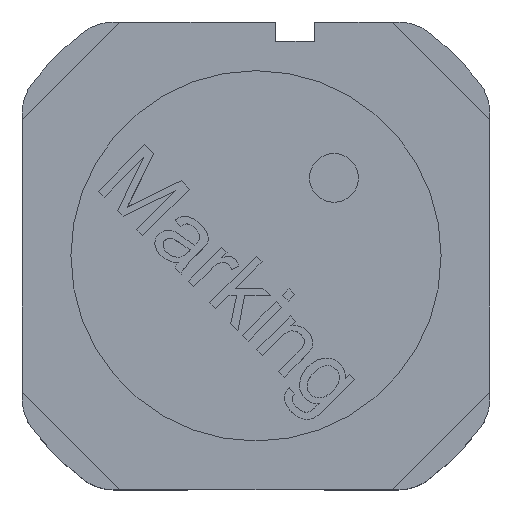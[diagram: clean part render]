
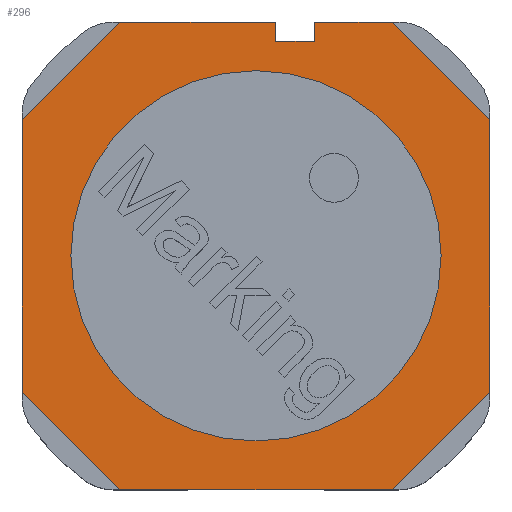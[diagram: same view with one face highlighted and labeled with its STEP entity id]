
A CAD part, top view. The second image highlights one B-rep face of the part: STEP entity #296.
In plain terms, the highlighted planar face has unit normal (0, 0, 1).
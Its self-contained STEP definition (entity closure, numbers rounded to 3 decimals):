
#296 = ADVANCED_FACE( '', ( #646, #647 ), #648, .T. );
#646 = FACE_OUTER_BOUND( '', #1113, .T. );
#647 = FACE_BOUND( '', #1114, .T. );
#648 = PLANE( '', #1115 );
#1113 = EDGE_LOOP( '', ( #1612, #1613, #1614, #1615, #1616, #1617, #1618, #1619, #1620, #1621, #1622, #1623 ) );
#1114 = EDGE_LOOP( '', ( #1624 ) );
#1115 = AXIS2_PLACEMENT_3D( '', #1625, #1626, #1627 );
#1612 = ORIENTED_EDGE( '', *, *, #3095, .T. );
#1613 = ORIENTED_EDGE( '', *, *, #3092, .T. );
#1614 = ORIENTED_EDGE( '', *, *, #3096, .T. );
#1615 = ORIENTED_EDGE( '', *, *, #3097, .T. );
#1616 = ORIENTED_EDGE( '', *, *, #3098, .T. );
#1617 = ORIENTED_EDGE( '', *, *, #3099, .T. );
#1618 = ORIENTED_EDGE( '', *, *, #3100, .T. );
#1619 = ORIENTED_EDGE( '', *, *, #3101, .T. );
#1620 = ORIENTED_EDGE( '', *, *, #3102, .T. );
#1621 = ORIENTED_EDGE( '', *, *, #3103, .T. );
#1622 = ORIENTED_EDGE( '', *, *, #3104, .T. );
#1623 = ORIENTED_EDGE( '', *, *, #3105, .T. );
#1624 = ORIENTED_EDGE( '', *, *, #3106, .T. );
#1625 = CARTESIAN_POINT( '', ( 0., 0., 1.7 ) );
#1626 = DIRECTION( '', ( 0., 0., 1. ) );
#1627 = DIRECTION( '', ( 1., 0., 0. ) );
#3092 = EDGE_CURVE( '', #3610, #3608, #3611, .T. );
#3095 = EDGE_CURVE( '', #3614, #3610, #3615, .T. );
#3096 = EDGE_CURVE( '', #3608, #3616, #3617, .T. );
#3097 = EDGE_CURVE( '', #3616, #3618, #3619, .T. );
#3098 = EDGE_CURVE( '', #3618, #3620, #3621, .T. );
#3099 = EDGE_CURVE( '', #3620, #3622, #3623, .T. );
#3100 = EDGE_CURVE( '', #3622, #3624, #3625, .T. );
#3101 = EDGE_CURVE( '', #3624, #3626, #3627, .T. );
#3102 = EDGE_CURVE( '', #3626, #3628, #3629, .T. );
#3103 = EDGE_CURVE( '', #3628, #3630, #3631, .T. );
#3104 = EDGE_CURVE( '', #3630, #3632, #3633, .T. );
#3105 = EDGE_CURVE( '', #3632, #3614, #3634, .T. );
#3106 = EDGE_CURVE( '', #3635, #3635, #3636, .T. );
#3608 = VERTEX_POINT( '', #4462 );
#3610 = VERTEX_POINT( '', #4465 );
#3611 = LINE( '', #4466, #4467 );
#3614 = VERTEX_POINT( '', #4471 );
#3615 = LINE( '', #4472, #4473 );
#3616 = VERTEX_POINT( '', #4474 );
#3617 = LINE( '', #4475, #4476 );
#3618 = VERTEX_POINT( '', #4477 );
#3619 = LINE( '', #4478, #4479 );
#3620 = VERTEX_POINT( '', #4480 );
#3621 = LINE( '', #4481, #4482 );
#3622 = VERTEX_POINT( '', #4483 );
#3623 = LINE( '', #4484, #4485 );
#3624 = VERTEX_POINT( '', #4486 );
#3625 = LINE( '', #4487, #4488 );
#3626 = VERTEX_POINT( '', #4489 );
#3627 = LINE( '', #4490, #4491 );
#3628 = VERTEX_POINT( '', #4492 );
#3629 = LINE( '', #4493, #4494 );
#3630 = VERTEX_POINT( '', #4495 );
#3631 = LINE( '', #4496, #4497 );
#3632 = VERTEX_POINT( '', #4498 );
#3633 = LINE( '', #4499, #4500 );
#3634 = LINE( '', #4501, #4502 );
#3635 = VERTEX_POINT( '', #4503 );
#3636 = CIRCLE( '', #4504, 1.9 );
#4462 = CARTESIAN_POINT( '', ( 2.4, 1.4, 1.7 ) );
#4465 = CARTESIAN_POINT( '', ( 2.4, -1.4, 1.7 ) );
#4466 = CARTESIAN_POINT( '', ( 2.4, -1.4, 1.7 ) );
#4467 = VECTOR( '', #5885, 1000. );
#4471 = CARTESIAN_POINT( '', ( 1.4, -2.4, 1.7 ) );
#4472 = CARTESIAN_POINT( '', ( 2.4, -1.4, 1.7 ) );
#4473 = VECTOR( '', #5887, 1000. );
#4474 = CARTESIAN_POINT( '', ( 1.4, 2.4, 1.7 ) );
#4475 = CARTESIAN_POINT( '', ( 1.4, 2.4, 1.7 ) );
#4476 = VECTOR( '', #5888, 1000. );
#4477 = CARTESIAN_POINT( '', ( 0.6, 2.4, 1.7 ) );
#4478 = CARTESIAN_POINT( '', ( 1.4, 2.4, 1.7 ) );
#4479 = VECTOR( '', #5889, 1000. );
#4480 = CARTESIAN_POINT( '', ( 0.6, 2.2, 1.7 ) );
#4481 = CARTESIAN_POINT( '', ( 0.6, 2.2, 1.7 ) );
#4482 = VECTOR( '', #5890, 1000. );
#4483 = CARTESIAN_POINT( '', ( 0.2, 2.2, 1.7 ) );
#4484 = CARTESIAN_POINT( '', ( 0.2, 2.2, 1.7 ) );
#4485 = VECTOR( '', #5891, 1000. );
#4486 = CARTESIAN_POINT( '', ( 0.2, 2.4, 1.7 ) );
#4487 = CARTESIAN_POINT( '', ( 0.2, 2.4, 1.7 ) );
#4488 = VECTOR( '', #5892, 1000. );
#4489 = CARTESIAN_POINT( '', ( -1.4, 2.4, 1.7 ) );
#4490 = CARTESIAN_POINT( '', ( 0.2, 2.4, 1.7 ) );
#4491 = VECTOR( '', #5893, 1000. );
#4492 = CARTESIAN_POINT( '', ( -2.4, 1.4, 1.7 ) );
#4493 = CARTESIAN_POINT( '', ( -2.4, 1.4, 1.7 ) );
#4494 = VECTOR( '', #5894, 1000. );
#4495 = CARTESIAN_POINT( '', ( -2.4, -1.4, 1.7 ) );
#4496 = CARTESIAN_POINT( '', ( -2.4, 1.4, 1.7 ) );
#4497 = VECTOR( '', #5895, 1000. );
#4498 = CARTESIAN_POINT( '', ( -1.4, -2.4, 1.7 ) );
#4499 = CARTESIAN_POINT( '', ( -2.4, -1.4, 1.7 ) );
#4500 = VECTOR( '', #5896, 1000. );
#4501 = CARTESIAN_POINT( '', ( -1.4, -2.4, 1.7 ) );
#4502 = VECTOR( '', #5897, 1000. );
#4503 = CARTESIAN_POINT( '', ( 1.9, 0., 1.7 ) );
#4504 = AXIS2_PLACEMENT_3D( '', #5898, #5899, #5900 );
#5885 = DIRECTION( '', ( 0., 1., 0. ) );
#5887 = DIRECTION( '', ( 0.707, 0.707, 0. ) );
#5888 = DIRECTION( '', ( -0.707, 0.707, 0. ) );
#5889 = DIRECTION( '', ( -1., 0., 0. ) );
#5890 = DIRECTION( '', ( 0., -1., 0. ) );
#5891 = DIRECTION( '', ( -1., 0., 0. ) );
#5892 = DIRECTION( '', ( 0., 1., 0. ) );
#5893 = DIRECTION( '', ( -1., 0., 0. ) );
#5894 = DIRECTION( '', ( -0.707, -0.707, 0. ) );
#5895 = DIRECTION( '', ( 0., -1., 0. ) );
#5896 = DIRECTION( '', ( 0.707, -0.707, 0. ) );
#5897 = DIRECTION( '', ( 1., 0., 0. ) );
#5898 = CARTESIAN_POINT( '', ( 0., 0., 1.7 ) );
#5899 = DIRECTION( '', ( 0., 0., -1. ) );
#5900 = DIRECTION( '', ( 1., 0., 0. ) );
